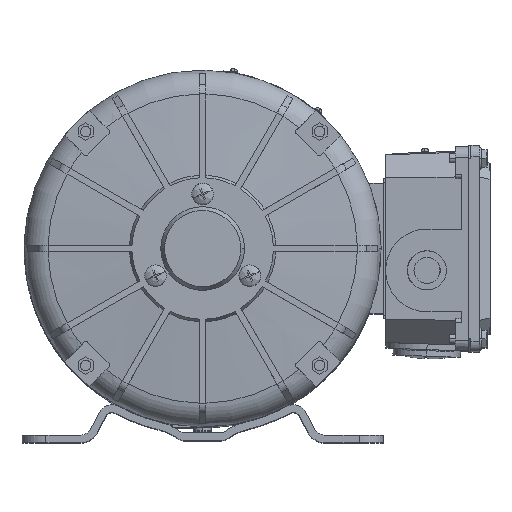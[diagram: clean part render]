
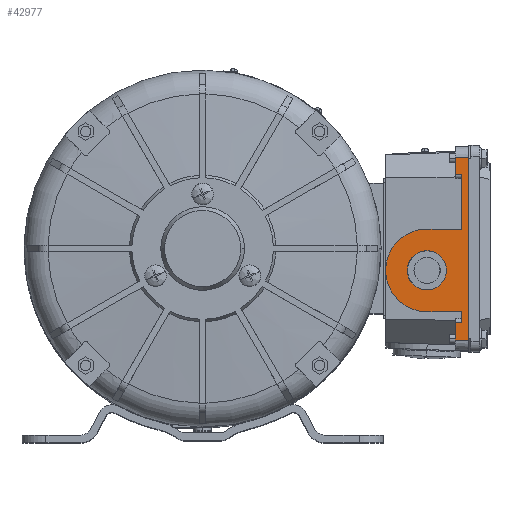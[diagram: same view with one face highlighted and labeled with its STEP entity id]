
A CAD part, top view. The second image highlights one B-rep face of the part: STEP entity #42977.
In plain terms, the highlighted face is planar.
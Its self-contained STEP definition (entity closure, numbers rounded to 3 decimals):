
#1111 = EDGE_CURVE ( 'NONE', #68959, #51786, #58440, .T. ) ;
#1477 = PLANE ( 'NONE',  #52774 ) ;
#2130 = EDGE_CURVE ( 'NONE', #18576, #78007, #37862, .T. ) ;
#4425 = ORIENTED_EDGE ( 'NONE', *, *, #71533, .T. ) ;
#4531 = VERTEX_POINT ( 'NONE', #59027 ) ;
#6524 = VECTOR ( 'NONE', #21234, 1000. ) ;
#7406 = CARTESIAN_POINT ( 'NONE',  ( -46.337, -20.988, 10. ) ) ;
#7750 = CARTESIAN_POINT ( 'NONE',  ( -47., -2., 42. ) ) ;
#8007 = CIRCLE ( 'NONE', #34707, 19. ) ;
#8146 = CARTESIAN_POINT ( 'NONE',  ( -46.337, -20.988, 29. ) ) ;
#8441 = ORIENTED_EDGE ( 'NONE', *, *, #28120, .T. ) ;
#8664 = LINE ( 'NONE', #29582, #41933 ) ;
#8932 = ORIENTED_EDGE ( 'NONE', *, *, #24764, .T. ) ;
#9101 = CARTESIAN_POINT ( 'NONE',  ( -47., -2., -42. ) ) ;
#10190 = DIRECTION ( 'NONE',  ( -0.035, 0.999, 0. ) ) ;
#10398 = AXIS2_PLACEMENT_3D ( 'NONE', #61508, #23923, #67802 ) ;
#11284 = VECTOR ( 'NONE', #27910, 1000. ) ;
#11803 = VECTOR ( 'NONE', #19371, 1000. ) ;
#12407 = CARTESIAN_POINT ( 'NONE',  ( -47., -2., -9. ) ) ;
#12436 = DIRECTION ( 'NONE',  ( -0.035, 0.999, 0. ) ) ;
#12814 = DIRECTION ( 'NONE',  ( -0.999, -0.035, 0. ) ) ;
#12985 = VERTEX_POINT ( 'NONE', #23642 ) ;
#13010 = EDGE_CURVE ( 'NONE', #51786, #68959, #32149, .T. ) ;
#13503 = CARTESIAN_POINT ( 'NONE',  ( -46.895, -5., -33.855 ) ) ;
#13694 = DIRECTION ( 'NONE',  ( 0.035, -0.999, 0. ) ) ;
#14075 = DIRECTION ( 'NONE',  ( 0., 0., 1. ) ) ;
#14690 = CARTESIAN_POINT ( 'NONE',  ( -46.79, -8., -42. ) ) ;
#14758 = VERTEX_POINT ( 'NONE', #40290 ) ;
#14988 = CARTESIAN_POINT ( 'NONE',  ( -46.79, -8., -42. ) ) ;
#16514 = EDGE_CURVE ( 'NONE', #12985, #55098, #67267, .T. ) ;
#18576 = VERTEX_POINT ( 'NONE', #71384 ) ;
#18674 = FACE_OUTER_BOUND ( 'NONE', #78676, .T. ) ;
#19371 = DIRECTION ( 'NONE',  ( 0., 0., 1. ) ) ;
#20991 = VERTEX_POINT ( 'NONE', #8146 ) ;
#21059 = VECTOR ( 'NONE', #49900, 1000. ) ;
#21234 = DIRECTION ( 'NONE',  ( 0., 0., -1. ) ) ;
#21598 = EDGE_CURVE ( 'NONE', #62298, #78007, #39255, .T. ) ;
#22241 = CARTESIAN_POINT ( 'NONE',  ( -46.895, -5., 42. ) ) ;
#22394 = ORIENTED_EDGE ( 'NONE', *, *, #21598, .F. ) ;
#22708 = CARTESIAN_POINT ( 'NONE',  ( -47., -2., 42. ) ) ;
#23003 = LINE ( 'NONE', #12407, #21059 ) ;
#23642 = CARTESIAN_POINT ( 'NONE',  ( -46.337, -20.988, -9. ) ) ;
#23923 = DIRECTION ( 'NONE',  ( -0.999, -0.035, 0. ) ) ;
#23978 = ORIENTED_EDGE ( 'NONE', *, *, #35689, .T. ) ;
#24112 = EDGE_CURVE ( 'NONE', #14758, #58952, #56492, .T. ) ;
#24487 = VECTOR ( 'NONE', #14075, 1000. ) ;
#24764 = EDGE_CURVE ( 'NONE', #41552, #12985, #23003, .T. ) ;
#24954 = EDGE_CURVE ( 'NONE', #58952, #62298, #27878, .T. ) ;
#26565 = DIRECTION ( 'NONE',  ( -0.999, -0.035, 0. ) ) ;
#26711 = VERTEX_POINT ( 'NONE', #66525 ) ;
#27196 = CARTESIAN_POINT ( 'NONE',  ( -47., -2., 42. ) ) ;
#27399 = CARTESIAN_POINT ( 'NONE',  ( -46.895, -5., 33.855 ) ) ;
#27878 = LINE ( 'NONE', #9101, #11284 ) ;
#27910 = DIRECTION ( 'NONE',  ( -0.035, 0.999, 0. ) ) ;
#28120 = EDGE_CURVE ( 'NONE', #55098, #20991, #8007, .T. ) ;
#29123 = ORIENTED_EDGE ( 'NONE', *, *, #13010, .F. ) ;
#29582 = CARTESIAN_POINT ( 'NONE',  ( -46.79, -8., 33.855 ) ) ;
#30891 = ORIENTED_EDGE ( 'NONE', *, *, #57122, .T. ) ;
#31867 = EDGE_CURVE ( 'NONE', #18576, #55478, #8664, .T. ) ;
#32149 = CIRCLE ( 'NONE', #10398, 9. ) ;
#33895 = EDGE_CURVE ( 'NONE', #4531, #63950, #63250, .T. ) ;
#34707 = AXIS2_PLACEMENT_3D ( 'NONE', #36391, #80194, #42720 ) ;
#34939 = AXIS2_PLACEMENT_3D ( 'NONE', #7406, #51195, #13694 ) ;
#34964 = VECTOR ( 'NONE', #69882, 1000. ) ;
#35689 = EDGE_CURVE ( 'NONE', #20991, #4531, #47332, .T. ) ;
#35856 = VECTOR ( 'NONE', #10190, 1000. ) ;
#36391 = CARTESIAN_POINT ( 'NONE',  ( -46.337, -20.988, 10. ) ) ;
#37862 = LINE ( 'NONE', #22708, #35856 ) ;
#38118 = LINE ( 'NONE', #62553, #69472 ) ;
#38314 = CARTESIAN_POINT ( 'NONE',  ( -46.337, -20.988, 29. ) ) ;
#39255 = LINE ( 'NONE', #76237, #24487 ) ;
#40290 = CARTESIAN_POINT ( 'NONE',  ( -46.79, -8., -33.855 ) ) ;
#41394 = EDGE_LOOP ( 'NONE', ( #29123, #69243 ) ) ;
#41552 = VERTEX_POINT ( 'NONE', #78764 ) ;
#41933 = VECTOR ( 'NONE', #60893, 1000. ) ;
#42720 = DIRECTION ( 'NONE',  ( 0.035, -0.999, 0. ) ) ;
#42977 = ADVANCED_FACE ( 'NONE', ( #64759, #18674 ), #1477, .T. ) ;
#43866 = ORIENTED_EDGE ( 'NONE', *, *, #16514, .T. ) ;
#44383 = EDGE_CURVE ( 'NONE', #55478, #63950, #38118, .T. ) ;
#45132 = LINE ( 'NONE', #50612, #11803 ) ;
#46805 = CARTESIAN_POINT ( 'NONE',  ( -47., -2., -42. ) ) ;
#47155 = ORIENTED_EDGE ( 'NONE', *, *, #24954, .F. ) ;
#47332 = LINE ( 'NONE', #38314, #74761 ) ;
#47742 = ORIENTED_EDGE ( 'NONE', *, *, #31867, .F. ) ;
#48773 = ORIENTED_EDGE ( 'NONE', *, *, #24112, .F. ) ;
#49211 = ORIENTED_EDGE ( 'NONE', *, *, #2130, .T. ) ;
#49900 = DIRECTION ( 'NONE',  ( 0.035, -0.999, 0. ) ) ;
#50310 = CARTESIAN_POINT ( 'NONE',  ( -46.337, -20.988, 10. ) ) ;
#50612 = CARTESIAN_POINT ( 'NONE',  ( -46.895, -5., 42. ) ) ;
#51195 = DIRECTION ( 'NONE',  ( -0.999, -0.035, 0. ) ) ;
#51502 = CARTESIAN_POINT ( 'NONE',  ( -46.79, -8., 33.855 ) ) ;
#51659 = LINE ( 'NONE', #13503, #34964 ) ;
#51786 = VERTEX_POINT ( 'NONE', #78977 ) ;
#52774 = AXIS2_PLACEMENT_3D ( 'NONE', #7750, #26565, #70439 ) ;
#55098 = VERTEX_POINT ( 'NONE', #77044 ) ;
#55478 = VERTEX_POINT ( 'NONE', #51502 ) ;
#56492 = LINE ( 'NONE', #14988, #6524 ) ;
#56644 = DIRECTION ( 'NONE',  ( 0.035, -0.999, 0. ) ) ;
#57122 = EDGE_CURVE ( 'NONE', #26711, #41552, #45132, .T. ) ;
#58440 = CIRCLE ( 'NONE', #34939, 9. ) ;
#58952 = VERTEX_POINT ( 'NONE', #14690 ) ;
#59027 = CARTESIAN_POINT ( 'NONE',  ( -46.895, -5., 29. ) ) ;
#60893 = DIRECTION ( 'NONE',  ( 0., 0., -1. ) ) ;
#61274 = VECTOR ( 'NONE', #78653, 1000. ) ;
#61508 = CARTESIAN_POINT ( 'NONE',  ( -46.337, -20.988, 10. ) ) ;
#61970 = AXIS2_PLACEMENT_3D ( 'NONE', #50310, #12814, #56644 ) ;
#62298 = VERTEX_POINT ( 'NONE', #46805 ) ;
#62553 = CARTESIAN_POINT ( 'NONE',  ( -46.895, -5., 33.855 ) ) ;
#63250 = LINE ( 'NONE', #22241, #61274 ) ;
#63516 = DIRECTION ( 'NONE',  ( -0.035, 0.999, 0. ) ) ;
#63950 = VERTEX_POINT ( 'NONE', #27399 ) ;
#64759 = FACE_BOUND ( 'NONE', #41394, .T. ) ;
#66525 = CARTESIAN_POINT ( 'NONE',  ( -46.895, -5., -33.855 ) ) ;
#67267 = CIRCLE ( 'NONE', #61970, 19. ) ;
#67802 = DIRECTION ( 'NONE',  ( 0.035, -0.999, 0. ) ) ;
#67988 = ORIENTED_EDGE ( 'NONE', *, *, #33895, .T. ) ;
#68959 = VERTEX_POINT ( 'NONE', #77720 ) ;
#69243 = ORIENTED_EDGE ( 'NONE', *, *, #1111, .F. ) ;
#69472 = VECTOR ( 'NONE', #12436, 1000. ) ;
#69882 = DIRECTION ( 'NONE',  ( -0.035, 0.999, 0. ) ) ;
#70439 = DIRECTION ( 'NONE',  ( 0.035, -0.999, 0. ) ) ;
#71384 = CARTESIAN_POINT ( 'NONE',  ( -46.79, -8., 42. ) ) ;
#71533 = EDGE_CURVE ( 'NONE', #14758, #26711, #51659, .T. ) ;
#72468 = ORIENTED_EDGE ( 'NONE', *, *, #44383, .F. ) ;
#74761 = VECTOR ( 'NONE', #63516, 1000. ) ;
#76237 = CARTESIAN_POINT ( 'NONE',  ( -47., -2., 42. ) ) ;
#77044 = CARTESIAN_POINT ( 'NONE',  ( -45.674, -39.977, 10. ) ) ;
#77720 = CARTESIAN_POINT ( 'NONE',  ( -46.651, -11.994, 10. ) ) ;
#78007 = VERTEX_POINT ( 'NONE', #27196 ) ;
#78653 = DIRECTION ( 'NONE',  ( 0., 0., 1. ) ) ;
#78676 = EDGE_LOOP ( 'NONE', ( #22394, #47155, #48773, #4425, #30891, #8932, #43866, #8441, #23978, #67988, #72468, #47742, #49211 ) ) ;
#78764 = CARTESIAN_POINT ( 'NONE',  ( -46.895, -5., -9. ) ) ;
#78977 = CARTESIAN_POINT ( 'NONE',  ( -46.023, -29.983, 10. ) ) ;
#80194 = DIRECTION ( 'NONE',  ( -0.999, -0.035, 0. ) ) ;
